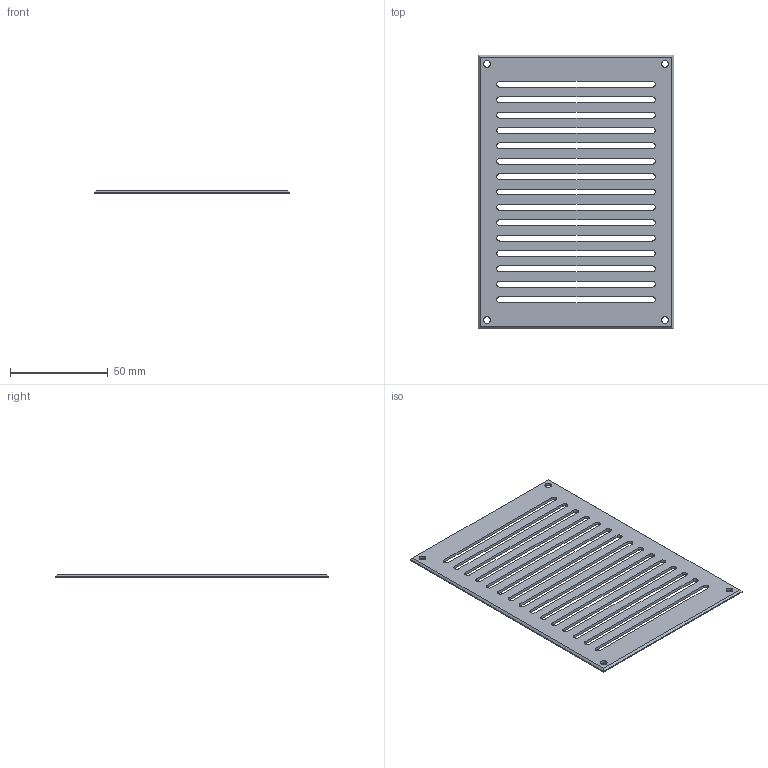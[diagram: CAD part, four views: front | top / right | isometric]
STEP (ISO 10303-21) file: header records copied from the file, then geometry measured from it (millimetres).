
FILE_DESCRIPTION(/* description */ (''),/* implementation_level */ '2;1');
FILE_NAME(/* name */ 'PSU_Vent_Cover v1.step',/* time_stamp */ '2020-09-05T23:26:18+01:00',/* author */ (''),/* organization */ (''),/* preprocessor_version */ 'ST-DEVELOPER v18.1',/* originating_system */ 'Autodesk Translation Framework v9.3.0.1241',/* authorisation */ '');
FILE_SCHEMA (('AUTOMOTIVE_DESIGN { 1 0 10303 214 3 1 1 }'));
Length unit declared in the file: millimetre
Products named in the file (1): PSU_Vent_Cover
Bounding box: 100 x 140 x 1.5 mm (x, y, z)
Volume: 15279.6 mm3; surface area: 24916.2 mm2
Topology: 1 solids, 1 shells, 74 faces, 212 edges, 140 vertices
Faces by surface type: plane 40, cylinder 34
Full cylindrical faces by diameter (mm): 3.5 x4
Entity records: 2541 total; most frequent: DIRECTION 430, CARTESIAN_POINT 427, ORIENTED_EDGE 424, EDGE_CURVE 212, LINE 144, VECTOR 144, AXIS2_PLACEMENT_3D 143, VERTEX_POINT 140
